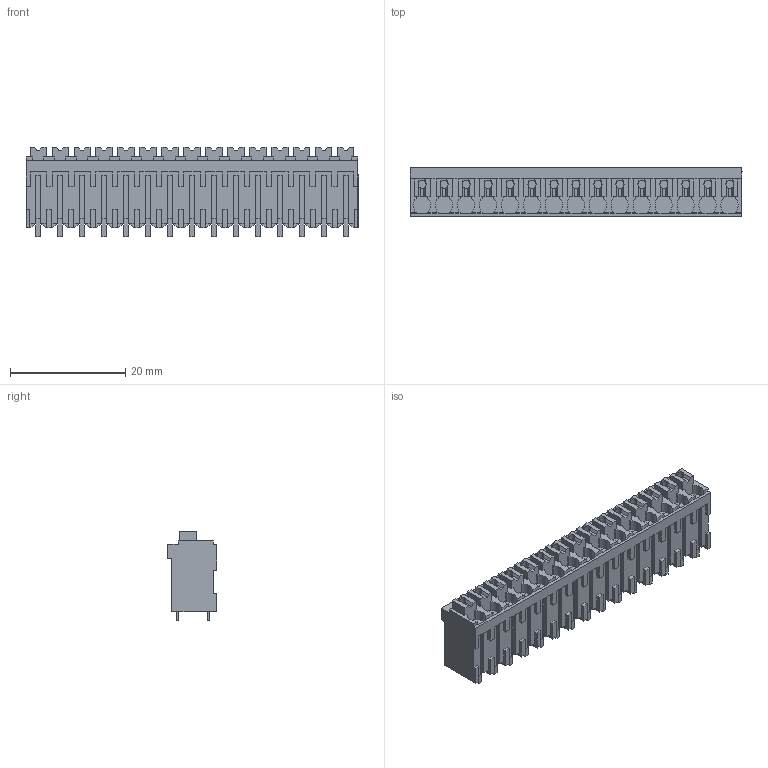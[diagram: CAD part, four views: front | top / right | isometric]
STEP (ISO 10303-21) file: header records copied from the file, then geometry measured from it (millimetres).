
FILE_DESCRIPTION(('CATIA V5 STEP Exchange','CAx-IF Rec.Pracs.--- Model Styling and Organization---1.2---2011-12-15'),'2;1');
FILE_NAME ('D1457858_0_1870040000_1870040000.stp','2018-03-20T06:49:35+00:00',('none'),('Weidmueller'),'CATIA Version 5-6 Release 2014','CATIA V5 STEP AP214','none');
FILE_SCHEMA(('AUTOMOTIVE_DESIGN { 1 0 10303 214 1 1 1 1 }'));
Length unit declared in the file: millimetre
Products named in the file (1): 1870040000
Bounding box: 57.54 x 8.5 x 15.45 mm (x, y, z)
Volume: 4629 mm3; surface area: 4898.4 mm2
Topology: 46 solids, 46 shells, 1111 faces, 3137 edges, 2118 vertices
Faces by surface type: plane 1051, cylinder 60
Entity records: 34273 total; most frequent: CARTESIAN_POINT 6518, ORIENTED_EDGE 6274, DIRECTION 4466, EDGE_CURVE 3137, VECTOR 2897, LINE 2897, VERTEX_POINT 2118, ADVANCED_FACE 1111
